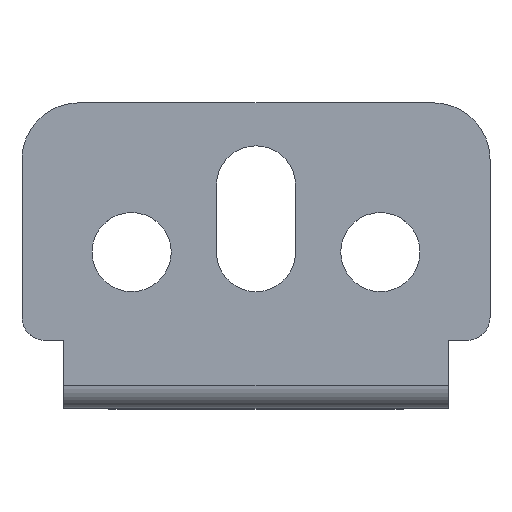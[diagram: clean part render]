
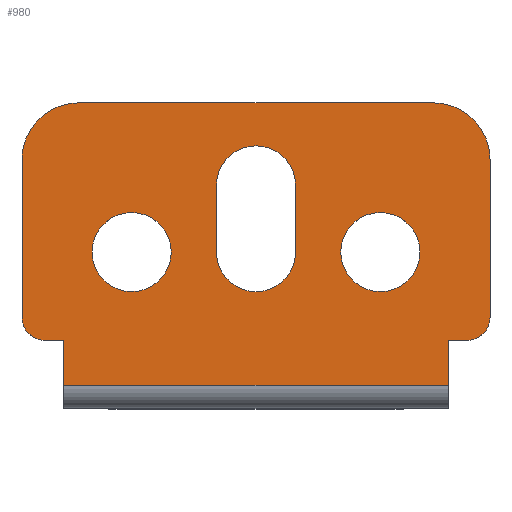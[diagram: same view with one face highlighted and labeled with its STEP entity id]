
A CAD part, top view. The second image highlights one B-rep face of the part: STEP entity #980.
In plain terms, the highlighted planar face has unit normal (0, 0, 1).
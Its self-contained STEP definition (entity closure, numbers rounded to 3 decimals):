
#234=DIRECTION('',(1.,0.,0.));
#235=VECTOR('',#234,34.);
#236=CARTESIAN_POINT('',(-17.,2.,2.286));
#237=LINE('',#236,#235);
#252=DIRECTION('',(0.,1.,0.));
#253=VECTOR('',#252,5.9);
#254=CARTESIAN_POINT('',(3.5,13.8,2.286));
#255=LINE('',#254,#253);
#256=CARTESIAN_POINT('',(0.,19.7,2.286));
#257=DIRECTION('',(0.,0.,1.));
#258=DIRECTION('',(1.,0.,0.));
#259=AXIS2_PLACEMENT_3D('',#256,#257,#258);
#261=DIRECTION('',(0.,-1.,0.));
#262=VECTOR('',#261,5.9);
#263=CARTESIAN_POINT('',(-3.5,19.7,2.286));
#264=LINE('',#263,#262);
#265=CARTESIAN_POINT('',(0.,13.8,2.286));
#266=DIRECTION('',(0.,0.,1.));
#267=DIRECTION('',(-1.,0.,0.));
#268=AXIS2_PLACEMENT_3D('',#265,#266,#267);
#270=CARTESIAN_POINT('',(11.,13.8,2.286));
#271=DIRECTION('',(0.,0.,-1.));
#272=DIRECTION('',(-1.,0.,0.));
#273=AXIS2_PLACEMENT_3D('',#270,#271,#272);
#275=CARTESIAN_POINT('',(11.,13.8,2.286));
#276=DIRECTION('',(0.,0.,-1.));
#277=DIRECTION('',(1.,0.,0.));
#278=AXIS2_PLACEMENT_3D('',#275,#276,#277);
#280=CARTESIAN_POINT('',(-11.,13.8,2.286));
#281=DIRECTION('',(0.,0.,-1.));
#282=DIRECTION('',(-1.,0.,0.));
#283=AXIS2_PLACEMENT_3D('',#280,#281,#282);
#285=CARTESIAN_POINT('',(-11.,13.8,2.286));
#286=DIRECTION('',(0.,0.,-1.));
#287=DIRECTION('',(1.,0.,0.));
#288=AXIS2_PLACEMENT_3D('',#285,#286,#287);
#290=CARTESIAN_POINT('',(18.7,8.,2.286));
#291=DIRECTION('',(0.,0.,1.));
#292=DIRECTION('',(0.,-1.,0.));
#293=AXIS2_PLACEMENT_3D('',#290,#291,#292);
#295=DIRECTION('',(1.,0.,0.));
#296=VECTOR('',#295,1.7);
#297=CARTESIAN_POINT('',(17.,6.,2.286));
#298=LINE('',#297,#296);
#299=DIRECTION('',(0.,1.,0.));
#300=VECTOR('',#299,4.);
#301=CARTESIAN_POINT('',(17.,2.,2.286));
#302=LINE('',#301,#300);
#303=DIRECTION('',(0.,-1.,0.));
#304=VECTOR('',#303,4.);
#305=CARTESIAN_POINT('',(-17.,6.,2.286));
#306=LINE('',#305,#304);
#307=DIRECTION('',(1.,0.,0.));
#308=VECTOR('',#307,1.7);
#309=CARTESIAN_POINT('',(-18.7,6.,2.286));
#310=LINE('',#309,#308);
#311=CARTESIAN_POINT('',(-18.7,8.,2.286));
#312=DIRECTION('',(0.,0.,1.));
#313=DIRECTION('',(-1.,0.,0.));
#314=AXIS2_PLACEMENT_3D('',#311,#312,#313);
#316=DIRECTION('',(0.,-1.,0.));
#317=VECTOR('',#316,14.);
#318=CARTESIAN_POINT('',(-20.7,22.,2.286));
#319=LINE('',#318,#317);
#320=CARTESIAN_POINT('',(-15.7,22.,2.286));
#321=DIRECTION('',(0.,0.,1.));
#322=DIRECTION('',(0.,1.,0.));
#323=AXIS2_PLACEMENT_3D('',#320,#321,#322);
#325=DIRECTION('',(-1.,0.,0.));
#326=VECTOR('',#325,31.4);
#327=CARTESIAN_POINT('',(15.7,27.,2.286));
#328=LINE('',#327,#326);
#329=CARTESIAN_POINT('',(15.7,22.,2.286));
#330=DIRECTION('',(0.,0.,1.));
#331=DIRECTION('',(1.,0.,0.));
#332=AXIS2_PLACEMENT_3D('',#329,#330,#331);
#334=DIRECTION('',(0.,1.,0.));
#335=VECTOR('',#334,14.);
#336=CARTESIAN_POINT('',(20.7,8.,2.286));
#337=LINE('',#336,#335);
#576=CARTESIAN_POINT('',(-17.,2.,2.286));
#577=CARTESIAN_POINT('',(17.,2.,2.286));
#578=VERTEX_POINT('',#576);
#579=VERTEX_POINT('',#577);
#584=CARTESIAN_POINT('',(-17.,6.,2.286));
#585=VERTEX_POINT('',#584);
#586=CARTESIAN_POINT('',(17.,6.,2.286));
#587=VERTEX_POINT('',#586);
#616=CARTESIAN_POINT('',(3.5,13.8,2.286));
#617=CARTESIAN_POINT('',(3.5,19.7,2.286));
#618=VERTEX_POINT('',#616);
#619=VERTEX_POINT('',#617);
#620=CARTESIAN_POINT('',(-3.5,19.7,2.286));
#621=VERTEX_POINT('',#620);
#622=CARTESIAN_POINT('',(-3.5,13.8,2.286));
#623=VERTEX_POINT('',#622);
#632=CARTESIAN_POINT('',(7.5,13.8,2.286));
#633=CARTESIAN_POINT('',(14.5,13.8,2.286));
#634=VERTEX_POINT('',#632);
#635=VERTEX_POINT('',#633);
#636=CARTESIAN_POINT('',(-14.5,13.8,2.286));
#637=CARTESIAN_POINT('',(-7.5,13.8,2.286));
#638=VERTEX_POINT('',#636);
#639=VERTEX_POINT('',#637);
#708=CARTESIAN_POINT('',(20.7,22.,2.286));
#709=VERTEX_POINT('',#708);
#710=CARTESIAN_POINT('',(15.7,27.,2.286));
#711=VERTEX_POINT('',#710);
#716=CARTESIAN_POINT('',(-15.7,27.,2.286));
#717=VERTEX_POINT('',#716);
#718=CARTESIAN_POINT('',(-20.7,22.,2.286));
#719=VERTEX_POINT('',#718);
#724=CARTESIAN_POINT('',(18.7,6.,2.286));
#725=VERTEX_POINT('',#724);
#726=CARTESIAN_POINT('',(20.7,8.,2.286));
#727=VERTEX_POINT('',#726);
#732=CARTESIAN_POINT('',(-20.7,8.,2.286));
#733=VERTEX_POINT('',#732);
#734=CARTESIAN_POINT('',(-18.7,6.,2.286));
#735=VERTEX_POINT('',#734);
#930=CARTESIAN_POINT('',(-17.,0.,2.286));
#931=DIRECTION('',(0.,0.,1.));
#932=DIRECTION('',(1.,0.,0.));
#933=AXIS2_PLACEMENT_3D('',#930,#931,#932);
#934=PLANE('',#933);
#936=ORIENTED_EDGE('',*,*,#935,.F.);
#938=ORIENTED_EDGE('',*,*,#937,.F.);
#939=ORIENTED_EDGE('',*,*,#904,.F.);
#940=ORIENTED_EDGE('',*,*,#922,.F.);
#941=ORIENTED_EDGE('',*,*,#811,.F.);
#943=ORIENTED_EDGE('',*,*,#942,.F.);
#945=ORIENTED_EDGE('',*,*,#944,.F.);
#947=ORIENTED_EDGE('',*,*,#946,.F.);
#949=ORIENTED_EDGE('',*,*,#948,.F.);
#951=ORIENTED_EDGE('',*,*,#950,.F.);
#953=ORIENTED_EDGE('',*,*,#952,.F.);
#955=ORIENTED_EDGE('',*,*,#954,.F.);
#956=EDGE_LOOP('',(#936,#938,#939,#940,#941,#943,#945,#947,#949,#951,#953,
#955));
#957=FACE_OUTER_BOUND('',#956,.F.);
#959=ORIENTED_EDGE('',*,*,#958,.F.);
#961=ORIENTED_EDGE('',*,*,#960,.F.);
#962=EDGE_LOOP('',(#959,#961));
#963=FACE_BOUND('',#962,.F.);
#965=ORIENTED_EDGE('',*,*,#964,.F.);
#967=ORIENTED_EDGE('',*,*,#966,.F.);
#968=EDGE_LOOP('',(#965,#967));
#969=FACE_BOUND('',#968,.F.);
#971=ORIENTED_EDGE('',*,*,#970,.T.);
#973=ORIENTED_EDGE('',*,*,#972,.T.);
#975=ORIENTED_EDGE('',*,*,#974,.T.);
#977=ORIENTED_EDGE('',*,*,#976,.T.);
#978=EDGE_LOOP('',(#971,#973,#975,#977));
#979=FACE_BOUND('',#978,.F.);
#980=ADVANCED_FACE('',(#957,#963,#969,#979),#934,.T.);
#260=CIRCLE('',#259,3.5);
#269=CIRCLE('',#268,3.5);
#274=CIRCLE('',#273,3.5);
#279=CIRCLE('',#278,3.5);
#284=CIRCLE('',#283,3.5);
#289=CIRCLE('',#288,3.5);
#294=CIRCLE('',#293,2.);
#315=CIRCLE('',#314,2.);
#324=CIRCLE('',#323,5.);
#333=CIRCLE('',#332,5.);
#811=EDGE_CURVE('',#585,#578,#306,.T.);
#904=EDGE_CURVE('',#579,#587,#302,.T.);
#922=EDGE_CURVE('',#578,#579,#237,.T.);
#935=EDGE_CURVE('',#725,#727,#294,.T.);
#937=EDGE_CURVE('',#587,#725,#298,.T.);
#942=EDGE_CURVE('',#735,#585,#310,.T.);
#944=EDGE_CURVE('',#733,#735,#315,.T.);
#946=EDGE_CURVE('',#719,#733,#319,.T.);
#948=EDGE_CURVE('',#717,#719,#324,.T.);
#950=EDGE_CURVE('',#711,#717,#328,.T.);
#952=EDGE_CURVE('',#709,#711,#333,.T.);
#954=EDGE_CURVE('',#727,#709,#337,.T.);
#958=EDGE_CURVE('',#634,#635,#274,.T.);
#960=EDGE_CURVE('',#635,#634,#279,.T.);
#964=EDGE_CURVE('',#638,#639,#284,.T.);
#966=EDGE_CURVE('',#639,#638,#289,.T.);
#970=EDGE_CURVE('',#618,#619,#255,.T.);
#972=EDGE_CURVE('',#619,#621,#260,.T.);
#974=EDGE_CURVE('',#621,#623,#264,.T.);
#976=EDGE_CURVE('',#623,#618,#269,.T.);
